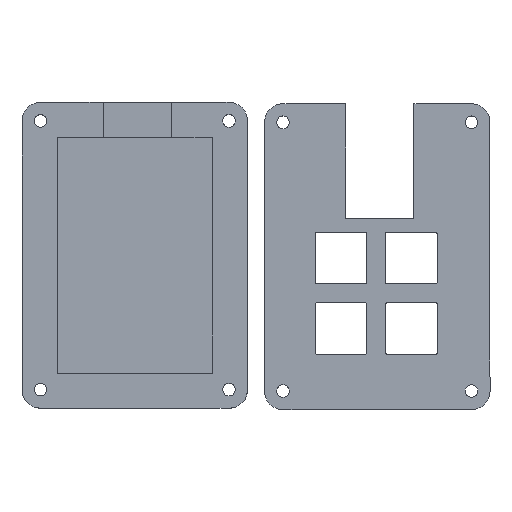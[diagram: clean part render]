
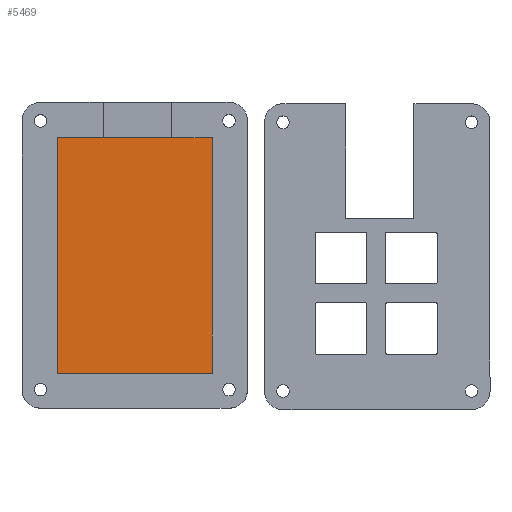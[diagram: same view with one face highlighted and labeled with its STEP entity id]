
A CAD part, top view. The second image highlights one B-rep face of the part: STEP entity #5469.
In plain terms, the highlighted planar face has unit normal (0, 0, 1).
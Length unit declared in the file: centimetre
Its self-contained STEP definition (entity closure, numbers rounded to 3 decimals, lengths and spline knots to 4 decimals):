
#561=PLANE('',#5730);
#844=FACE_OUTER_BOUND('',#1176,.T.);
#1176=EDGE_LOOP('',(#5092,#5093,#5094,#5095));
#1665=LINE('',#10379,#2147);
#1667=LINE('',#10384,#2149);
#1668=LINE('',#10385,#2150);
#1669=LINE('',#10386,#2151);
#2147=VECTOR('',#6661,1.);
#2149=VECTOR('',#6665,1.);
#2150=VECTOR('',#6666,1.);
#2151=VECTOR('',#6667,1.);
#2754=VERTEX_POINT('',#10376);
#2755=VERTEX_POINT('',#10378);
#2756=VERTEX_POINT('',#10382);
#2757=VERTEX_POINT('',#10383);
#3541=EDGE_CURVE('',#2754,#2755,#1665,.T.);
#3543=EDGE_CURVE('',#2756,#2757,#1667,.T.);
#3544=EDGE_CURVE('',#2755,#2756,#1668,.T.);
#3545=EDGE_CURVE('',#2757,#2754,#1669,.T.);
#5092=ORIENTED_EDGE('',*,*,#3543,.F.);
#5093=ORIENTED_EDGE('',*,*,#3544,.F.);
#5094=ORIENTED_EDGE('',*,*,#3541,.F.);
#5095=ORIENTED_EDGE('',*,*,#3545,.F.);
#5469=ADVANCED_FACE('',(#844),#561,.T.);
#5730=AXIS2_PLACEMENT_3D('',#10381,#6663,#6664);
#6661=DIRECTION('',(1.,0.,0.));
#6663=DIRECTION('center_axis',(0.,0.,1.));
#6664=DIRECTION('ref_axis',(1.,0.,0.));
#6665=DIRECTION('',(-1.,0.,0.));
#6666=DIRECTION('',(0.,-1.,0.));
#6667=DIRECTION('',(0.,1.,0.));
#10376=CARTESIAN_POINT('',(-2.4824,4.4748,0.3));
#10378=CARTESIAN_POINT('',(1.7218,4.4748,0.3));
#10379=CARTESIAN_POINT('',(-1.4313,4.4748,0.3));
#10381=CARTESIAN_POINT('Origin',(-0.3803,1.2863,0.3));
#10382=CARTESIAN_POINT('',(1.7218,-1.9022,0.3));
#10383=CARTESIAN_POINT('',(-2.4824,-1.9022,0.3));
#10384=CARTESIAN_POINT('',(0.6708,-1.9022,0.3));
#10385=CARTESIAN_POINT('',(1.7218,2.8805,0.3));
#10386=CARTESIAN_POINT('',(-2.4824,-0.308,0.3));
